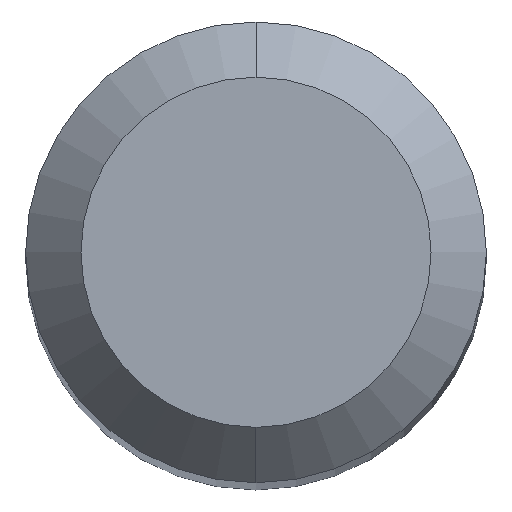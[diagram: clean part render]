
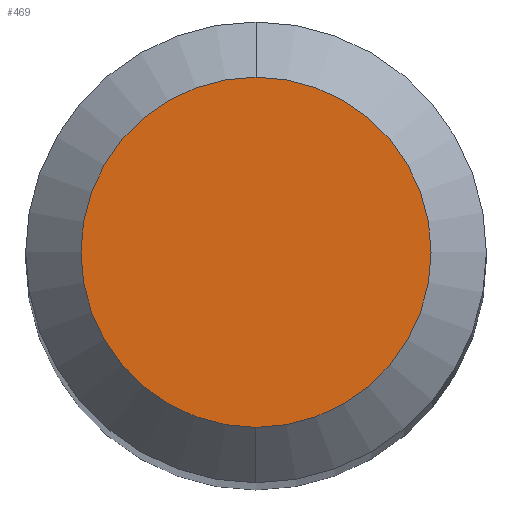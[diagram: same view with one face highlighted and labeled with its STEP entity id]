
A CAD part, top view. The second image highlights one B-rep face of the part: STEP entity #469.
In plain terms, the highlighted planar face has unit normal (0, 0, 1).
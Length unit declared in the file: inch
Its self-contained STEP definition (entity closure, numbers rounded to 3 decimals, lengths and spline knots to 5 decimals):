
#10 = DIRECTION ( 'NONE',  ( 0., -1., 0. ) ) ;
#48 = DIRECTION ( 'NONE',  ( 0., 0., 1. ) ) ;
#101 = VERTEX_POINT ( 'NONE', #284 ) ;
#102 = PLANE ( 'NONE',  #285 ) ;
#112 = EDGE_CURVE ( 'NONE', #101, #427, #213, .T. ) ;
#113 = AXIS2_PLACEMENT_3D ( 'NONE', #439, #246, #302 ) ;
#115 = CIRCLE ( 'NONE', #507, 0.0475 ) ;
#118 = CARTESIAN_POINT ( 'NONE',  ( 0., 0., 0. ) ) ;
#135 = DIRECTION ( 'NONE',  ( 0., 1., 0. ) ) ;
#143 = ORIENTED_EDGE ( 'NONE', *, *, #112, .T. ) ;
#188 = FACE_OUTER_BOUND ( 'NONE', #267, .T. ) ;
#203 = ORIENTED_EDGE ( 'NONE', *, *, #352, .T. ) ;
#213 = CIRCLE ( 'NONE', #113, 0.0475 ) ;
#231 = CARTESIAN_POINT ( 'NONE',  ( 0., -0.0475, 0. ) ) ;
#246 = DIRECTION ( 'NONE',  ( 0., 0., 1. ) ) ;
#258 = CARTESIAN_POINT ( 'NONE',  ( 0., 0.0475, 0. ) ) ;
#267 = EDGE_LOOP ( 'NONE', ( #143, #203 ) ) ;
#284 = CARTESIAN_POINT ( 'NONE',  ( 0., 0.0475, 0. ) ) ;
#285 = AXIS2_PLACEMENT_3D ( 'NONE', #258, #424, #135 ) ;
#302 = DIRECTION ( 'NONE',  ( 0., -1., 0. ) ) ;
#352 = EDGE_CURVE ( 'NONE', #427, #101, #115, .T. ) ;
#424 = DIRECTION ( 'NONE',  ( 0., 0., -1. ) ) ;
#427 = VERTEX_POINT ( 'NONE', #231 ) ;
#439 = CARTESIAN_POINT ( 'NONE',  ( 0., 0., 0. ) ) ;
#469 = ADVANCED_FACE ( 'NONE', ( #188 ), #102, .F. ) ;
#507 = AXIS2_PLACEMENT_3D ( 'NONE', #118, #48, #10 ) ;
